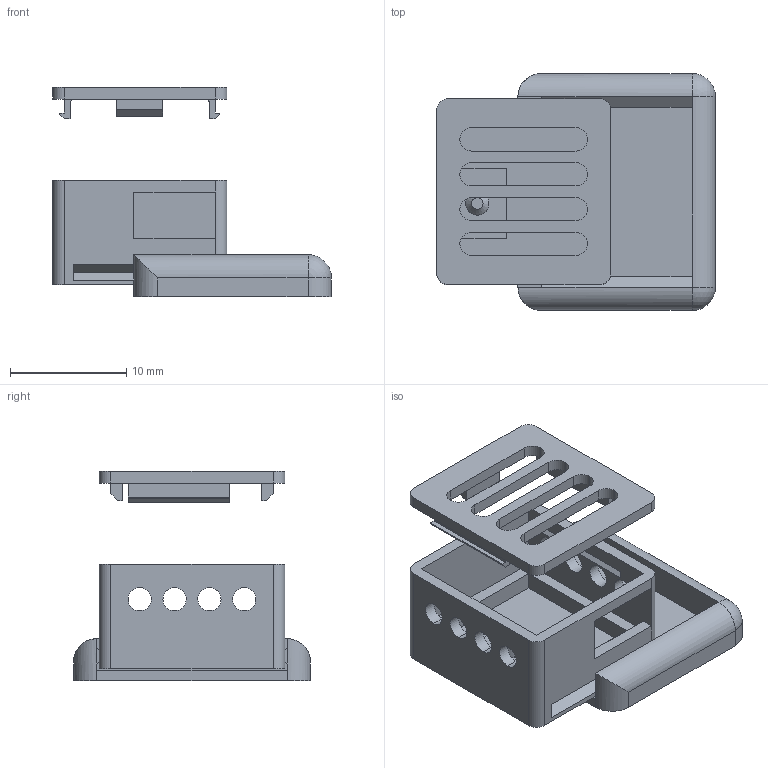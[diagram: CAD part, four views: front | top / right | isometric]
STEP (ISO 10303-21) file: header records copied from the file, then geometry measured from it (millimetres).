
FILE_DESCRIPTION(('HOOPS Exchange Step'),'2;1');
FILE_NAME('temp_export','2023-04-28T21:15:01+02:00',('mobile'),('Shapr3D Limited'),'HOOPS Exchange 2022.2','Shapr3D','Authorized');
FILE_SCHEMA( ('AUTOMOTIVE_DESIGN { 1 0 10303 214 1 1 1 1 }') );
Length unit declared in the file: millimetre
Products named in the file (5): Lid; FSR Bed Sensor Copy.step; Folder 04; Folder 03; root
Assembly tree (4 placements, depth 4):
  root
    Folder 04
      FSR Bed Sensor Copy.step
        Lid
    Folder 03
Bounding box: 24 x 20.4 x 18 mm (x, y, z)
Volume: 1626.6 mm3; surface area: 3771.3 mm2
Topology: 9 solids, 9 shells, 186 faces, 491 edges, 324 vertices
Faces by surface type: plane 133, cylinder 50, sphere 2, cone 1
Full cylindrical faces by diameter (mm): 2 x5
Entity records: 5881 total; most frequent: CARTESIAN_POINT 1004, DIRECTION 981, ORIENTED_EDGE 978, EDGE_CURVE 489, VECTOR 379, LINE 379, VERTEX_POINT 324, AXIS2_PLACEMENT_3D 301
